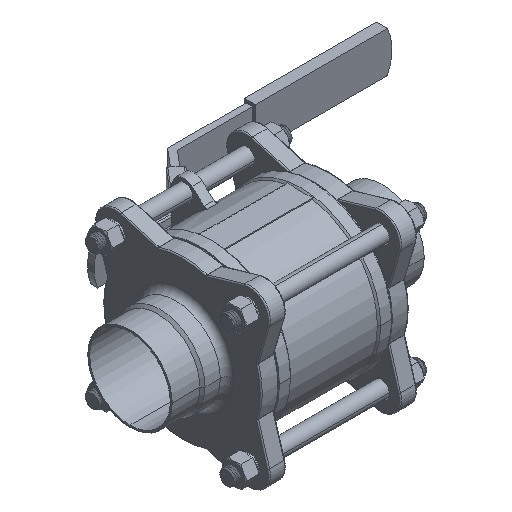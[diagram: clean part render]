
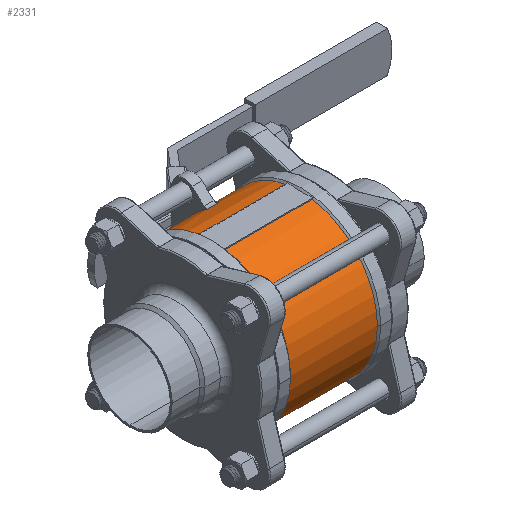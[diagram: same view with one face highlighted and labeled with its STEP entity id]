
A CAD part, isometric view. The second image highlights one B-rep face of the part: STEP entity #2331.
In plain terms, the highlighted cylindrical face has radius 70.5 mm (diameter 141 mm), a partial arc.
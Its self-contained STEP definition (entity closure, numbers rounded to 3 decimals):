
#41=CARTESIAN_POINT('',(-39.3,11.5,-69.556));
#64=CARTESIAN_POINT('',(-39.3,-11.5,-69.556));
#83=CARTESIAN_POINT('',(39.3,0.,0.));
#84=DIRECTION('',(1.,0.,0.));
#85=DIRECTION('',(0.,-1.,0.));
#86=AXIS2_PLACEMENT_3D('',#83,#84,#85);
#96=CARTESIAN_POINT('',(39.3,0.,0.));
#97=DIRECTION('',(1.,0.,0.));
#98=DIRECTION('',(0.,0.163,-0.987));
#99=AXIS2_PLACEMENT_3D('',#96,#97,#98);
#111=CARTESIAN_POINT('',(-39.3,0.,0.));
#112=DIRECTION('',(-1.,0.,0.));
#113=DIRECTION('',(0.,-1.,0.));
#114=AXIS2_PLACEMENT_3D('',#111,#112,#113);
#116=CARTESIAN_POINT('',(-39.3,0.,0.));
#117=DIRECTION('',(1.,0.,0.));
#118=DIRECTION('',(0.,0.163,-0.987));
#119=AXIS2_PLACEMENT_3D('',#116,#117,#118);
#121=DIRECTION('',(-1.,0.,0.));
#122=VECTOR('',#121,78.6);
#123=CARTESIAN_POINT('',(39.3,11.5,-69.556));
#124=LINE('',#123,#122);
#125=DIRECTION('',(-1.,0.,0.));
#126=VECTOR('',#125,78.6);
#127=CARTESIAN_POINT('',(39.3,-11.5,-69.556));
#128=LINE('',#127,#126);
#129=CARTESIAN_POINT('',(-39.3,0.,0.));
#130=DIRECTION('',(1.,0.,0.));
#131=DIRECTION('',(0.,-1.,0.));
#132=AXIS2_PLACEMENT_3D('',#129,#130,#131);
#134=DIRECTION('',(-1.,0.,0.));
#135=VECTOR('',#134,10.);
#136=CARTESIAN_POINT('',(5.,38.831,58.842));
#137=LINE('',#136,#135);
#138=CARTESIAN_POINT('',(5.,67.587,20.057));
#139=CARTESIAN_POINT('',(6.187,67.667,19.785));
#140=CARTESIAN_POINT('',(8.482,67.88,19.057));
#141=CARTESIAN_POINT('',(11.746,68.33,17.394));
#142=CARTESIAN_POINT('',(14.661,68.852,15.221));
#143=CARTESIAN_POINT('',(17.135,69.381,12.619));
#144=CARTESIAN_POINT('',(19.086,69.852,9.699));
#145=CARTESIAN_POINT('',(20.483,70.218,6.566));
#146=CARTESIAN_POINT('',(21.317,70.448,3.298));
#147=CARTESIAN_POINT('',(21.5,70.5,1.105));
#148=CARTESIAN_POINT('',(21.5,70.5,0.));
#150=CARTESIAN_POINT('',(21.5,70.5,0.));
#151=CARTESIAN_POINT('',(21.5,70.5,-1.105));
#152=CARTESIAN_POINT('',(21.318,70.448,-3.3));
#153=CARTESIAN_POINT('',(20.479,70.217,-6.579));
#154=CARTESIAN_POINT('',(19.078,69.85,-9.714));
#155=CARTESIAN_POINT('',(17.115,69.376,-12.644));
#156=CARTESIAN_POINT('',(14.634,68.847,-15.244));
#157=CARTESIAN_POINT('',(11.73,68.328,-17.402));
#158=CARTESIAN_POINT('',(8.483,67.881,-19.056));
#159=CARTESIAN_POINT('',(6.189,67.668,-19.784));
#160=CARTESIAN_POINT('',(5.,67.587,-20.057));
#162=DIRECTION('',(1.,0.,0.));
#163=VECTOR('',#162,10.);
#164=CARTESIAN_POINT('',(-5.,38.831,-58.842));
#165=LINE('',#164,#163);
#166=CARTESIAN_POINT('',(-5.,67.587,-20.057));
#167=CARTESIAN_POINT('',(-6.188,67.668,-19.785));
#168=CARTESIAN_POINT('',(-8.482,67.881,-19.056));
#169=CARTESIAN_POINT('',(-11.727,68.327,-17.404));
#170=CARTESIAN_POINT('',(-14.63,68.846,-15.247));
#171=CARTESIAN_POINT('',(-17.112,69.375,-12.648));
#172=CARTESIAN_POINT('',(-19.077,69.85,-9.716));
#173=CARTESIAN_POINT('',(-20.478,70.217,-6.581));
#174=CARTESIAN_POINT('',(-21.317,70.448,-3.301));
#175=CARTESIAN_POINT('',(-21.5,70.5,-1.106));
#176=CARTESIAN_POINT('',(-21.5,70.5,
0.));
#178=CARTESIAN_POINT('',(-21.5,70.5,
0.));
#179=CARTESIAN_POINT('',(-21.5,70.5,1.106));
#180=CARTESIAN_POINT('',(-21.317,70.448,3.301));
#181=CARTESIAN_POINT('',(-20.482,70.218,6.568));
#182=CARTESIAN_POINT('',(-19.085,69.852,9.7));
#183=CARTESIAN_POINT('',(-17.134,69.38,12.62));
#184=CARTESIAN_POINT('',(-14.661,68.852,15.221));
#185=CARTESIAN_POINT('',(-11.746,68.33,17.394));
#186=CARTESIAN_POINT('',(-8.482,67.88,19.057));
#187=CARTESIAN_POINT('',(-6.187,67.668,19.785));
#188=CARTESIAN_POINT('',(-5.,67.587,20.057));
#190=CARTESIAN_POINT('',(39.3,0.,0.));
#191=DIRECTION('',(-1.,0.,0.));
#192=DIRECTION('',(0.,-1.,0.));
#193=AXIS2_PLACEMENT_3D('',#190,#191,#192);
#930=CARTESIAN_POINT('',(5.,0.,0.));
#931=DIRECTION('',(1.,0.,0.));
#932=DIRECTION('',(0.,0.959,0.284));
#933=AXIS2_PLACEMENT_3D('',#930,#931,#932);
#945=CARTESIAN_POINT('',(5.,67.587,20.057));
#961=CARTESIAN_POINT('',(-5.,67.587,20.057));
#975=CARTESIAN_POINT('',(5.,67.587,-20.057));
#982=CARTESIAN_POINT('',(-5.,67.587,-20.057));
#1207=CARTESIAN_POINT('',(-5.,0.,0.));
#1208=DIRECTION('',(-1.,0.,0.));
#1209=DIRECTION('',(0.,0.959,-0.284));
#1210=AXIS2_PLACEMENT_3D('',#1207,#1208,#1209);
#1222=CARTESIAN_POINT('',(5.,0.,0.));
#1223=DIRECTION('',(1.,0.,0.));
#1224=DIRECTION('',(0.,0.551,-0.835));
#1225=AXIS2_PLACEMENT_3D('',#1222,#1223,#1224);
#1254=CARTESIAN_POINT('',(-5.,0.,0.));
#1255=DIRECTION('',(-1.,0.,0.));
#1256=DIRECTION('',(0.,0.551,0.835));
#1257=AXIS2_PLACEMENT_3D('',#1254,#1255,#1256);
#1761=CARTESIAN_POINT('',(-39.3,-70.5,0.));
#1762=VERTEX_POINT('',#1761);
#1763=CARTESIAN_POINT('',(39.3,-70.5,0.));
#1765=VERTEX_POINT('',#1763);
#1773=CARTESIAN_POINT('',(-39.3,70.5,0.));
#1774=VERTEX_POINT('',#1773);
#1775=CARTESIAN_POINT('',(39.3,70.5,0.));
#1777=VERTEX_POINT('',#1775);
#1789=VERTEX_POINT('',#64);
#1790=VERTEX_POINT('',#41);
#1791=CARTESIAN_POINT('',(39.3,-11.5,-69.556));
#1792=VERTEX_POINT('',#1791);
#1793=CARTESIAN_POINT('',(39.3,11.5,-69.556));
#1794=VERTEX_POINT('',#1793);
#1981=CARTESIAN_POINT('',(21.5,70.5,
0.));
#1983=VERTEX_POINT('',#1981);
#1985=CARTESIAN_POINT('',(-21.5,70.5,
0.));
#1987=VERTEX_POINT('',#1985);
#1989=VERTEX_POINT('',#945);
#1994=VERTEX_POINT('',#961);
#1998=VERTEX_POINT('',#975);
#2001=VERTEX_POINT('',#982);
#2129=CARTESIAN_POINT('',(5.,38.831,58.842));
#2130=CARTESIAN_POINT('',(-5.,38.831,58.842));
#2131=VERTEX_POINT('',#2129);
#2132=VERTEX_POINT('',#2130);
#2137=CARTESIAN_POINT('',(-5.,38.831,-58.842));
#2138=CARTESIAN_POINT('',(5.,38.831,-58.842));
#2139=VERTEX_POINT('',#2137);
#2140=VERTEX_POINT('',#2138);
#2293=CARTESIAN_POINT('',(55.88,0.,0.));
#2294=DIRECTION('',(-1.,0.,0.));
#2295=DIRECTION('',(0.,1.,0.));
#2296=AXIS2_PLACEMENT_3D('',#2293,#2294,#2295);
#2297=CYLINDRICAL_SURFACE('',#2296,70.5);
#2298=ORIENTED_EDGE('',*,*,#2203,.T.);
#2299=ORIENTED_EDGE('',*,*,#2217,.F.);
#2300=ORIENTED_EDGE('',*,*,#2252,.F.);
#2301=ORIENTED_EDGE('',*,*,#2274,.T.);
#2303=ORIENTED_EDGE('',*,*,#2302,.F.);
#2304=ORIENTED_EDGE('',*,*,#2266,.T.);
#2305=ORIENTED_EDGE('',*,*,#2287,.T.);
#2306=ORIENTED_EDGE('',*,*,#2222,.F.);
#2307=EDGE_LOOP('',(#2298,#2299,#2300,#2301,#2303,#2304,#2305,#2306));
#2308=FACE_OUTER_BOUND('',#2307,.F.);
#2310=ORIENTED_EDGE('',*,*,#2309,.F.);
#2312=ORIENTED_EDGE('',*,*,#2311,.F.);
#2314=ORIENTED_EDGE('',*,*,#2313,.T.);
#2316=ORIENTED_EDGE('',*,*,#2315,.T.);
#2318=ORIENTED_EDGE('',*,*,#2317,.F.);
#2320=ORIENTED_EDGE('',*,*,#2319,.F.);
#2322=ORIENTED_EDGE('',*,*,#2321,.F.);
#2324=ORIENTED_EDGE('',*,*,#2323,.T.);
#2326=ORIENTED_EDGE('',*,*,#2325,.T.);
#2328=ORIENTED_EDGE('',*,*,#2327,.F.);
#2329=EDGE_LOOP('',(#2310,#2312,#2314,#2316,#2318,#2320,#2322,#2324,#2326,
#2328));
#2330=FACE_BOUND('',#2329,.F.);
#87=CIRCLE('',#86,70.5);
#100=CIRCLE('',#99,70.5);
#115=CIRCLE('',#114,70.5);
#120=CIRCLE('',#119,70.5);
#133=CIRCLE('',#132,70.5);
#149=B_SPLINE_CURVE_WITH_KNOTS('',3,(#138,#139,#140,#141,#142,#143,#144,#145,
#146,#147,#148),.UNSPECIFIED.,.F.,.F.,(4,1,1,1,1,1,1,1,4),(0.,0.125,0.25,
0.375,0.5,0.625,0.75,0.875,1.),.UNSPECIFIED.);
#161=B_SPLINE_CURVE_WITH_KNOTS('',3,(#150,#151,#152,#153,#154,#155,#156,#157,
#158,#159,#160),.UNSPECIFIED.,.F.,.F.,(4,1,1,1,1,1,1,1,4),(0.,0.125,0.25,
0.375,0.5,0.625,0.75,0.875,1.),.UNSPECIFIED.);
#177=B_SPLINE_CURVE_WITH_KNOTS('',3,(#166,#167,#168,#169,#170,#171,#172,#173,
#174,#175,#176),.UNSPECIFIED.,.F.,.F.,(4,1,1,1,1,1,1,1,4),(0.,0.125,0.25,
0.375,0.5,0.625,0.75,0.875,1.),.UNSPECIFIED.);
#189=B_SPLINE_CURVE_WITH_KNOTS('',3,(#178,#179,#180,#181,#182,#183,#184,#185,
#186,#187,#188),.UNSPECIFIED.,.F.,.F.,(4,1,1,1,1,1,1,1,4),(0.,0.125,0.25,
0.375,0.5,0.625,0.75,0.875,1.),.UNSPECIFIED.);
#194=CIRCLE('',#193,70.5);
#934=CIRCLE('',#933,70.5);
#1211=CIRCLE('',#1210,70.5);
#1226=CIRCLE('',#1225,70.5);
#1258=CIRCLE('',#1257,70.5);
#2203=EDGE_CURVE('',#1762,#1774,#115,.T.);
#2217=EDGE_CURVE('',#1790,#1774,#120,.T.);
#2222=EDGE_CURVE('',#1762,#1789,#133,.T.);
#2252=EDGE_CURVE('',#1794,#1790,#124,.T.);
#2266=EDGE_CURVE('',#1765,#1792,#87,.T.);
#2274=EDGE_CURVE('',#1794,#1777,#100,.T.);
#2287=EDGE_CURVE('',#1792,#1789,#128,.T.);
#2302=EDGE_CURVE('',#1765,#1777,#194,.T.);
#2309=EDGE_CURVE('',#2131,#2132,#137,.T.);
#2311=EDGE_CURVE('',#1989,#2131,#934,.T.);
#2313=EDGE_CURVE('',#1989,#1983,#149,.T.);
#2315=EDGE_CURVE('',#1983,#1998,#161,.T.);
#2317=EDGE_CURVE('',#2140,#1998,#1226,.T.);
#2319=EDGE_CURVE('',#2139,#2140,#165,.T.);
#2321=EDGE_CURVE('',#2001,#2139,#1211,.T.);
#2323=EDGE_CURVE('',#2001,#1987,#177,.T.);
#2325=EDGE_CURVE('',#1987,#1994,#189,.T.);
#2327=EDGE_CURVE('',#2132,#1994,#1258,.T.);
#2331=ADVANCED_FACE('',(#2308,#2330),#2297,.T.);
